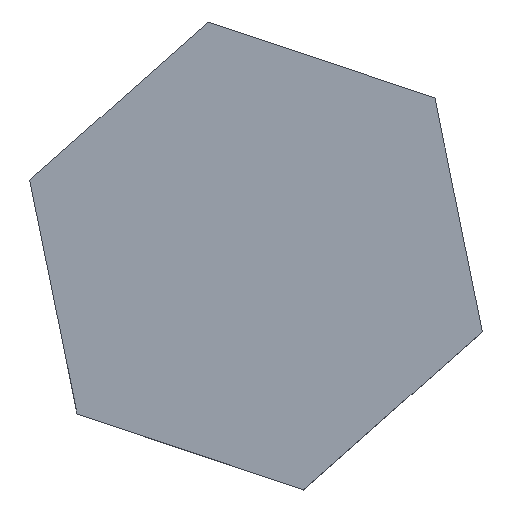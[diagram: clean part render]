
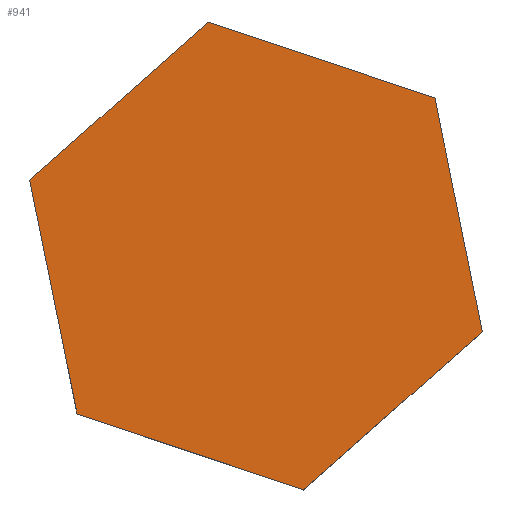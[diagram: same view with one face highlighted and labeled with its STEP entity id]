
A CAD part, top view. The second image highlights one B-rep face of the part: STEP entity #941.
In plain terms, the highlighted planar face has unit normal (0, 0, 1).
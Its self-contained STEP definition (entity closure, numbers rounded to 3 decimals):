
#46=PLANE('',#1026);
#101=FACE_OUTER_BOUND('',#155,.T.);
#155=EDGE_LOOP('',(#853,#854,#855,#856,#857,#858));
#284=LINE('',#5291,#346);
#286=LINE('',#5295,#348);
#288=LINE('',#5299,#350);
#290=LINE('',#5303,#352);
#292=LINE('',#5307,#354);
#294=LINE('',#5310,#356);
#346=VECTOR('',#1187,10.);
#348=VECTOR('',#1191,10.);
#350=VECTOR('',#1195,10.);
#352=VECTOR('',#1199,10.);
#354=VECTOR('',#1203,10.);
#356=VECTOR('',#1207,10.);
#443=VERTEX_POINT('',#5288);
#444=VERTEX_POINT('',#5290);
#445=VERTEX_POINT('',#5294);
#446=VERTEX_POINT('',#5298);
#447=VERTEX_POINT('',#5302);
#448=VERTEX_POINT('',#5306);
#576=EDGE_CURVE('',#444,#443,#284,.T.);
#578=EDGE_CURVE('',#445,#444,#286,.T.);
#580=EDGE_CURVE('',#446,#445,#288,.T.);
#582=EDGE_CURVE('',#447,#446,#290,.T.);
#584=EDGE_CURVE('',#448,#447,#292,.T.);
#586=EDGE_CURVE('',#443,#448,#294,.T.);
#853=ORIENTED_EDGE('',*,*,#586,.T.);
#854=ORIENTED_EDGE('',*,*,#584,.T.);
#855=ORIENTED_EDGE('',*,*,#582,.T.);
#856=ORIENTED_EDGE('',*,*,#580,.T.);
#857=ORIENTED_EDGE('',*,*,#578,.T.);
#858=ORIENTED_EDGE('',*,*,#576,.T.);
#941=ADVANCED_FACE('',(#101),#46,.T.);
#1026=AXIS2_PLACEMENT_3D('',#5311,#1208,#1209);
#1187=DIRECTION('',(0.749,0.662,0.));
#1191=DIRECTION('',(0.948,-0.318,0.));
#1195=DIRECTION('',(0.199,-0.98,0.));
#1199=DIRECTION('',(-0.749,-0.662,0.));
#1203=DIRECTION('',(-0.948,0.318,0.));
#1207=DIRECTION('',(-0.199,0.98,0.));
#1208=DIRECTION('center_axis',(0.,0.,1.));
#1209=DIRECTION('ref_axis',(1.,0.,0.));
#5288=CARTESIAN_POINT('',(43.797,-14.669,90.));
#5290=CARTESIAN_POINT('',(9.194,-45.264,90.));
#5291=CARTESIAN_POINT('',(9.194,-45.264,90.));
#5294=CARTESIAN_POINT('',(-34.602,-30.594,90.));
#5295=CARTESIAN_POINT('',(-34.602,-30.594,90.));
#5298=CARTESIAN_POINT('',(-43.797,14.669,90.));
#5299=CARTESIAN_POINT('',(-43.797,14.669,90.));
#5302=CARTESIAN_POINT('',(-9.194,45.264,90.));
#5303=CARTESIAN_POINT('',(-9.194,45.264,90.));
#5306=CARTESIAN_POINT('',(34.602,30.594,90.));
#5307=CARTESIAN_POINT('',(34.602,30.594,90.));
#5310=CARTESIAN_POINT('',(43.797,-14.669,90.));
#5311=CARTESIAN_POINT('Origin',(0.,0.,90.));
